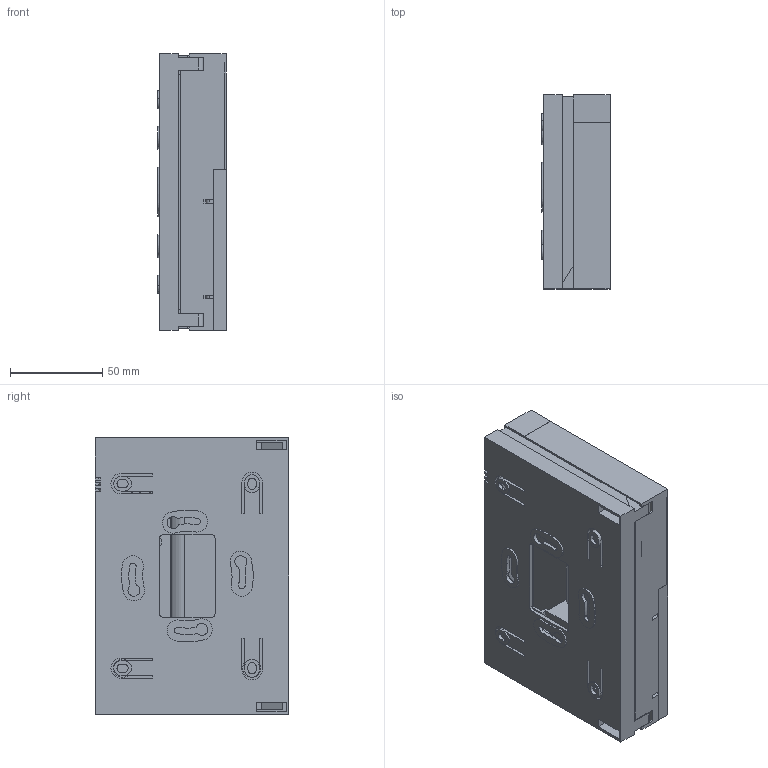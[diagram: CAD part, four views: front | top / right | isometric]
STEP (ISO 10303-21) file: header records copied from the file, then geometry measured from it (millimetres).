
FILE_DESCRIPTION (( 'STEP AP214' ), '1' );
FILE_NAME ('3D ìîäåëü ÒÐÌ201-Í2.STEP', '2015-09-21T13:34:09', ( 'adm' ), ( 'owen' ), 'SwSTEP 2.0', 'SolidWorks 2011', '' );
FILE_SCHEMA (( 'AUTOMOTIVE_DESIGN' ));
Length unit declared in the file: millimetre
Products named in the file (9): ﾑ渼濱鈞蓖; Êðûøêà_ýëåêòðîííîãî_áëîêà; ﾊ鮻; Çàùåëêà_âåðõíÿÿ; 3D ìîäåëü ÒÐÌ201-Í2; Îñü ïîâîðîòíàÿ äëÿ ïàíåëè êíîïîê; Íàêëàäêà_íà_ýëåìåíòû_èíäèêàöèè; 署赅_觏铒铌
Assembly tree (9 placements, depth 3):
  3D ìîäåëü ÒÐÌ201-Í2
    ﾑ渼濱鈞蓖
    Íàêëàäêà_íà_ýëåìåíòû_èíäèêàöèè
    Êðûøêà_ýëåêòðîííîãî_áëîêà
      署赅_觏铒铌
      Îñü ïîâîðîòíàÿ äëÿ ïàíåëè êíîïîê  x2
      Êðûøêà_ýëåêòðîííîãî_áëîêà
    ﾊ鮻
    Çàùåëêà_âåðõíÿÿ
Bounding box: 37 x 105 x 150 mm (x, y, z)
Volume: 128856.5 mm3; surface area: 168997.9 mm2
Topology: 8 solids, 8 shells, 1260 faces, 3541 edges, 2336 vertices
Faces by surface type: plane 647, bspline 341, cylinder 221, cone 39, torus 12
Entity records: 47898 total; most frequent: CARTESIAN_POINT 11567, ORIENTED_EDGE 7046, DIRECTION 5171, EDGE_CURVE 3523, LINE 2339, VECTOR 2339, VERTEX_POINT 2324, AXIS2_PLACEMENT_3D 1416
